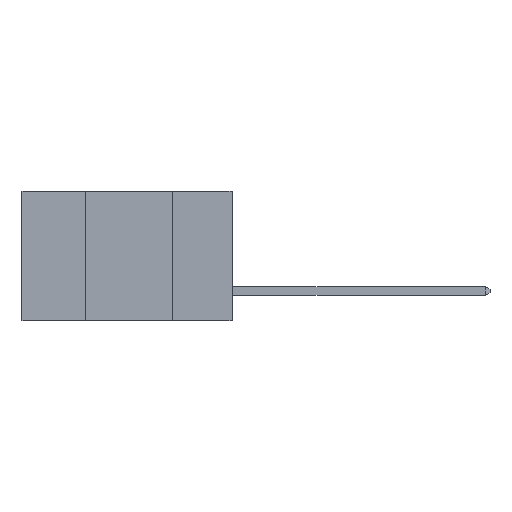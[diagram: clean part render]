
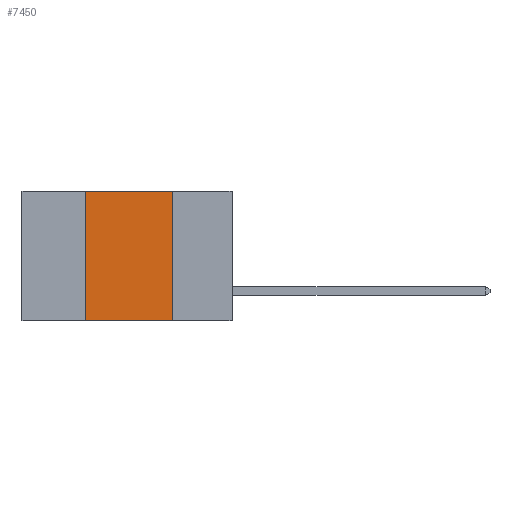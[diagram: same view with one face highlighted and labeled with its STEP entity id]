
A CAD part, left-side view. The second image highlights one B-rep face of the part: STEP entity #7450.
In plain terms, the highlighted planar face has unit normal (-1, 0, 0).
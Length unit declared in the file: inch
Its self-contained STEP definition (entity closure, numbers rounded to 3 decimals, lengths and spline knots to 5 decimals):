
#47 = ORIENTED_EDGE ( 'NONE', *, *, #2136, .F. ) ;
#237 = VERTEX_POINT ( 'NONE', #11818 ) ;
#561 = VERTEX_POINT ( 'NONE', #5596 ) ;
#749 = VECTOR ( 'NONE', #10115, 39.37008 ) ;
#1378 = VERTEX_POINT ( 'NONE', #14995 ) ;
#1825 = CARTESIAN_POINT ( 'NONE',  ( 0., 0.42, 0. ) ) ;
#2136 = EDGE_CURVE ( 'NONE', #237, #1378, #8157, .T. ) ;
#3324 = EDGE_CURVE ( 'NONE', #561, #237, #7910, .T. ) ;
#4146 = CARTESIAN_POINT ( 'NONE',  ( 0., 0.6, -0.37 ) ) ;
#4185 = VERTEX_POINT ( 'NONE', #9951 ) ;
#4300 = ORIENTED_EDGE ( 'NONE', *, *, #4780, .F. ) ;
#4780 = EDGE_CURVE ( 'NONE', #4185, #561, #8068, .T. ) ;
#4810 = PLANE ( 'NONE',  #6725 ) ;
#5596 = CARTESIAN_POINT ( 'NONE',  ( 0., 0.42, 0. ) ) ;
#6124 = DIRECTION ( 'NONE',  ( 1., 0., 0. ) ) ;
#6606 = CARTESIAN_POINT ( 'NONE',  ( 0., 0.6, 0. ) ) ;
#6725 = AXIS2_PLACEMENT_3D ( 'NONE', #13461, #6124, #14588 ) ;
#7450 = ADVANCED_FACE ( 'NONE', ( #11239 ), #4810, .F. ) ;
#7719 = ORIENTED_EDGE ( 'NONE', *, *, #8368, .T. ) ;
#7720 = CARTESIAN_POINT ( 'NONE',  ( 0., 0.17, 0. ) ) ;
#7885 = DIRECTION ( 'NONE',  ( 0., 0., -1. ) ) ;
#7910 = LINE ( 'NONE', #6606, #749 ) ;
#8068 = LINE ( 'NONE', #1825, #14103 ) ;
#8157 = LINE ( 'NONE', #7720, #14517 ) ;
#8368 = EDGE_CURVE ( 'NONE', #4185, #1378, #9516, .T. ) ;
#9516 = LINE ( 'NONE', #4146, #15369 ) ;
#9951 = CARTESIAN_POINT ( 'NONE',  ( 0., 0.42, -0.37 ) ) ;
#10115 = DIRECTION ( 'NONE',  ( 0., -1., 0. ) ) ;
#11239 = FACE_OUTER_BOUND ( 'NONE', #15047, .T. ) ;
#11818 = CARTESIAN_POINT ( 'NONE',  ( 0., 0.17, 0. ) ) ;
#12034 = DIRECTION ( 'NONE',  ( 0., 0., 1. ) ) ;
#12889 = DIRECTION ( 'NONE',  ( 0., -1., 0. ) ) ;
#13461 = CARTESIAN_POINT ( 'NONE',  ( 0., 0.6, 0. ) ) ;
#13771 = ORIENTED_EDGE ( 'NONE', *, *, #3324, .F. ) ;
#14103 = VECTOR ( 'NONE', #12034, 39.37008 ) ;
#14517 = VECTOR ( 'NONE', #7885, 39.37008 ) ;
#14588 = DIRECTION ( 'NONE',  ( 0., 0., -1. ) ) ;
#14995 = CARTESIAN_POINT ( 'NONE',  ( 0., 0.17, -0.37 ) ) ;
#15047 = EDGE_LOOP ( 'NONE', ( #47, #13771, #4300, #7719 ) ) ;
#15369 = VECTOR ( 'NONE', #12889, 39.37008 ) ;
